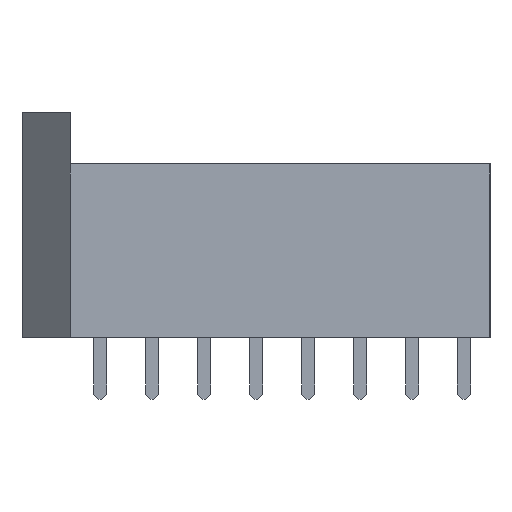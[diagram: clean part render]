
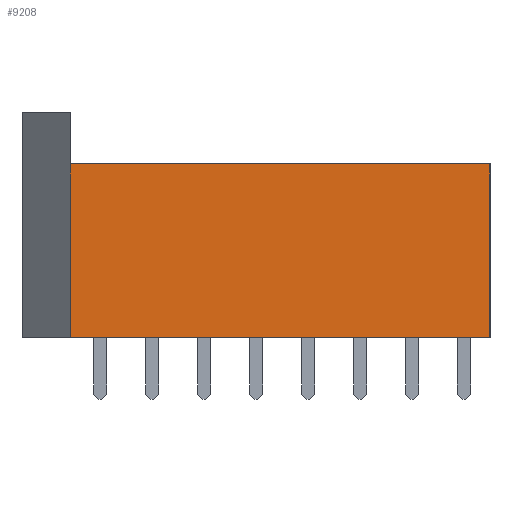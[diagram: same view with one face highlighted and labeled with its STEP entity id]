
A CAD part, left-side view. The second image highlights one B-rep face of the part: STEP entity #9208.
In plain terms, the highlighted planar face has unit normal (-1, 0, 0).
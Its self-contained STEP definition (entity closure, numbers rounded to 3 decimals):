
#1346=ORIENTED_EDGE('',*,*,#2470,.F.);
#1347=ORIENTED_EDGE('',*,*,#1973,.T.);
#1348=ORIENTED_EDGE('',*,*,#2734,.F.);
#1349=ORIENTED_EDGE('',*,*,#2735,.F.);
#1973=EDGE_CURVE('',#2896,#2895,#3488,.T.);
#2470=EDGE_CURVE('',#2896,#3257,#3941,.T.);
#2734=EDGE_CURVE('',#3397,#2895,#4201,.T.);
#2735=EDGE_CURVE('',#3257,#3397,#4202,.T.);
#2895=VERTEX_POINT('',#11517);
#2896=VERTEX_POINT('',#11519);
#3257=VERTEX_POINT('',#12532);
#3397=VERTEX_POINT('',#13041);
#3488=LINE('',#11518,#4350);
#3941=LINE('',#12531,#4803);
#4201=LINE('',#13040,#5063);
#4202=LINE('',#13042,#5064);
#4350=VECTOR('',#9777,1000.);
#4803=VECTOR('',#10628,1000.);
#5063=VECTOR('',#11106,1000.);
#5064=VECTOR('',#11107,1000.);
#5463=EDGE_LOOP('',(#1346,#1347,#1348,#1349));
#5874=FACE_BOUND('',#5463,.T.);
#6258=PLANE('',#9631);
#9208=ADVANCED_FACE('',(#5874),#6258,.F.);
#9631=AXIS2_PLACEMENT_3D('',#13039,#11104,#11105);
#9777=DIRECTION('',(0.,-1.,0.));
#10628=DIRECTION('',(0.,0.,1.));
#11104=DIRECTION('',(1.,0.,0.));
#11105=DIRECTION('',(0.,0.,-1.));
#11106=DIRECTION('',(0.,0.,-1.));
#11107=DIRECTION('',(0.,-1.,0.));
#11517=CARTESIAN_POINT('',(-12.7,-11.44,0.));
#11518=CARTESIAN_POINT('',(-12.7,11.44,0.));
#11519=CARTESIAN_POINT('',(-12.7,9.08,0.));
#12531=CARTESIAN_POINT('',(-12.7,9.08,-2.167));
#12532=CARTESIAN_POINT('',(-12.7,9.08,8.5));
#13039=CARTESIAN_POINT('',(-12.7,11.44,11.));
#13040=CARTESIAN_POINT('',(-12.7,-11.44,11.));
#13041=CARTESIAN_POINT('',(-12.7,-11.44,8.5));
#13042=CARTESIAN_POINT('',(-12.7,7.458,8.5));
